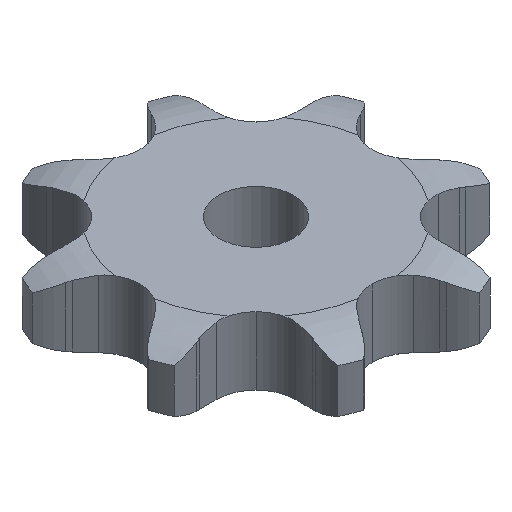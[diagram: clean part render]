
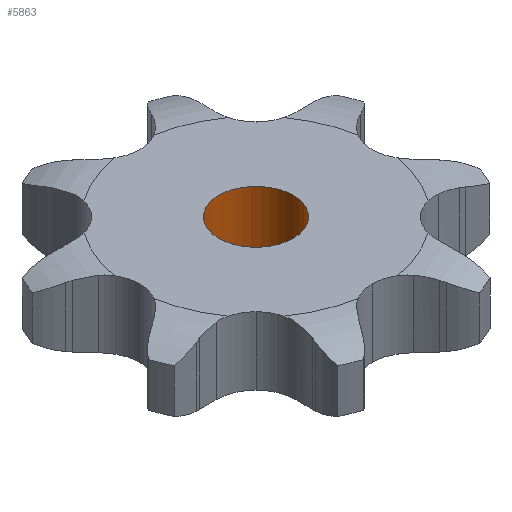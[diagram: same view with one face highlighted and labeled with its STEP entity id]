
A CAD part, isometric view. The second image highlights one B-rep face of the part: STEP entity #5863.
In plain terms, the highlighted cylindrical face has radius 5 mm (diameter 10 mm), a full revolution.
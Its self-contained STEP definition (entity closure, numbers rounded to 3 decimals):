
#446 = PLANE('',#447);
#447 = AXIS2_PLACEMENT_3D('',#448,#449,#450);
#448 = CARTESIAN_POINT('',(0.,0.,9.1));
#449 = DIRECTION('',(-0.,-0.,-1.));
#450 = DIRECTION('',(-1.,0.,0.));
#652 = PLANE('',#653);
#653 = AXIS2_PLACEMENT_3D('',#654,#655,#656);
#654 = CARTESIAN_POINT('',(0.,0.,0.));
#655 = DIRECTION('',(-0.,-0.,-1.));
#656 = DIRECTION('',(-1.,0.,0.));
#1678 = EDGE_CURVE('',#1679,#1679,#1681,.T.);
#1679 = VERTEX_POINT('',#1680);
#1680 = CARTESIAN_POINT('',(5.,0.,9.1));
#1681 = SURFACE_CURVE('',#1682,(#1687,#1698),.PCURVE_S1.);
#1682 = CIRCLE('',#1683,5.);
#1683 = AXIS2_PLACEMENT_3D('',#1684,#1685,#1686);
#1684 = CARTESIAN_POINT('',(0.,0.,9.1));
#1685 = DIRECTION('',(0.,0.,1.));
#1686 = DIRECTION('',(1.,0.,0.));
#1687 = PCURVE('',#446,#1688);
#1688 = DEFINITIONAL_REPRESENTATION('',(#1689),#1697);
#1689 = ( BOUNDED_CURVE() B_SPLINE_CURVE(2,(#1690,#1691,#1692,#1693,
#1694,#1695,#1696),.UNSPECIFIED.,.T.,.F.) B_SPLINE_CURVE_WITH_KNOTS((1,2
    ,2,2,2,1),(-2.094,0.,2.094,4.189,
6.283,8.378),.UNSPECIFIED.) CURVE() 
GEOMETRIC_REPRESENTATION_ITEM() RATIONAL_B_SPLINE_CURVE((1.,0.5,1.,0.5,
1.,0.5,1.)) REPRESENTATION_ITEM('') );
#1690 = CARTESIAN_POINT('',(-5.,0.));
#1691 = CARTESIAN_POINT('',(-5.,8.66));
#1692 = CARTESIAN_POINT('',(2.5,4.33));
#1693 = CARTESIAN_POINT('',(10.,0.));
#1694 = CARTESIAN_POINT('',(2.5,-4.33));
#1695 = CARTESIAN_POINT('',(-5.,-8.66));
#1696 = CARTESIAN_POINT('',(-5.,0.));
#1697 = ( GEOMETRIC_REPRESENTATION_CONTEXT(2) 
PARAMETRIC_REPRESENTATION_CONTEXT() REPRESENTATION_CONTEXT('2D SPACE',''
  ) );
#1698 = PCURVE('',#1699,#1704);
#1699 = CYLINDRICAL_SURFACE('',#1700,5.);
#1700 = AXIS2_PLACEMENT_3D('',#1701,#1702,#1703);
#1701 = CARTESIAN_POINT('',(0.,0.,85.628));
#1702 = DIRECTION('',(0.,0.,1.));
#1703 = DIRECTION('',(1.,0.,0.));
#1704 = DEFINITIONAL_REPRESENTATION('',(#1705),#1709);
#1705 = LINE('',#1706,#1707);
#1706 = CARTESIAN_POINT('',(0.,-76.528));
#1707 = VECTOR('',#1708,1.);
#1708 = DIRECTION('',(1.,0.));
#1709 = ( GEOMETRIC_REPRESENTATION_CONTEXT(2) 
PARAMETRIC_REPRESENTATION_CONTEXT() REPRESENTATION_CONTEXT('2D SPACE',''
  ) );
#2477 = EDGE_CURVE('',#2478,#2478,#2480,.T.);
#2478 = VERTEX_POINT('',#2479);
#2479 = CARTESIAN_POINT('',(5.,0.,0.));
#2480 = SURFACE_CURVE('',#2481,(#2486,#2497),.PCURVE_S1.);
#2481 = CIRCLE('',#2482,5.);
#2482 = AXIS2_PLACEMENT_3D('',#2483,#2484,#2485);
#2483 = CARTESIAN_POINT('',(0.,0.,0.));
#2484 = DIRECTION('',(0.,0.,1.));
#2485 = DIRECTION('',(1.,0.,0.));
#2486 = PCURVE('',#652,#2487);
#2487 = DEFINITIONAL_REPRESENTATION('',(#2488),#2496);
#2488 = ( BOUNDED_CURVE() B_SPLINE_CURVE(2,(#2489,#2490,#2491,#2492,
#2493,#2494,#2495),.UNSPECIFIED.,.T.,.F.) B_SPLINE_CURVE_WITH_KNOTS((1,2
    ,2,2,2,1),(-2.094,0.,2.094,4.189,
6.283,8.378),.UNSPECIFIED.) CURVE() 
GEOMETRIC_REPRESENTATION_ITEM() RATIONAL_B_SPLINE_CURVE((1.,0.5,1.,0.5,
1.,0.5,1.)) REPRESENTATION_ITEM('') );
#2489 = CARTESIAN_POINT('',(-5.,0.));
#2490 = CARTESIAN_POINT('',(-5.,8.66));
#2491 = CARTESIAN_POINT('',(2.5,4.33));
#2492 = CARTESIAN_POINT('',(10.,0.));
#2493 = CARTESIAN_POINT('',(2.5,-4.33));
#2494 = CARTESIAN_POINT('',(-5.,-8.66));
#2495 = CARTESIAN_POINT('',(-5.,0.));
#2496 = ( GEOMETRIC_REPRESENTATION_CONTEXT(2) 
PARAMETRIC_REPRESENTATION_CONTEXT() REPRESENTATION_CONTEXT('2D SPACE',''
  ) );
#2497 = PCURVE('',#1699,#2498);
#2498 = DEFINITIONAL_REPRESENTATION('',(#2499),#2503);
#2499 = LINE('',#2500,#2501);
#2500 = CARTESIAN_POINT('',(0.,-85.628));
#2501 = VECTOR('',#2502,1.);
#2502 = DIRECTION('',(1.,0.));
#2503 = ( GEOMETRIC_REPRESENTATION_CONTEXT(2) 
PARAMETRIC_REPRESENTATION_CONTEXT() REPRESENTATION_CONTEXT('2D SPACE',''
  ) );
#5863 = ADVANCED_FACE('',(#5864),#1699,.F.);
#5864 = FACE_BOUND('',#5865,.F.);
#5865 = EDGE_LOOP('',(#5866,#5867,#5888,#5889));
#5866 = ORIENTED_EDGE('',*,*,#1678,.F.);
#5867 = ORIENTED_EDGE('',*,*,#5868,.T.);
#5868 = EDGE_CURVE('',#1679,#2478,#5869,.T.);
#5869 = SEAM_CURVE('',#5870,(#5874,#5881),.PCURVE_S1.);
#5870 = LINE('',#5871,#5872);
#5871 = CARTESIAN_POINT('',(5.,0.,85.628));
#5872 = VECTOR('',#5873,1.);
#5873 = DIRECTION('',(-0.,-0.,-1.));
#5874 = PCURVE('',#1699,#5875);
#5875 = DEFINITIONAL_REPRESENTATION('',(#5876),#5880);
#5876 = LINE('',#5877,#5878);
#5877 = CARTESIAN_POINT('',(6.283,0.));
#5878 = VECTOR('',#5879,1.);
#5879 = DIRECTION('',(0.,-1.));
#5880 = ( GEOMETRIC_REPRESENTATION_CONTEXT(2) 
PARAMETRIC_REPRESENTATION_CONTEXT() REPRESENTATION_CONTEXT('2D SPACE',''
  ) );
#5881 = PCURVE('',#1699,#5882);
#5882 = DEFINITIONAL_REPRESENTATION('',(#5883),#5887);
#5883 = LINE('',#5884,#5885);
#5884 = CARTESIAN_POINT('',(0.,0.));
#5885 = VECTOR('',#5886,1.);
#5886 = DIRECTION('',(0.,-1.));
#5887 = ( GEOMETRIC_REPRESENTATION_CONTEXT(2) 
PARAMETRIC_REPRESENTATION_CONTEXT() REPRESENTATION_CONTEXT('2D SPACE',''
  ) );
#5888 = ORIENTED_EDGE('',*,*,#2477,.T.);
#5889 = ORIENTED_EDGE('',*,*,#5868,.F.);
